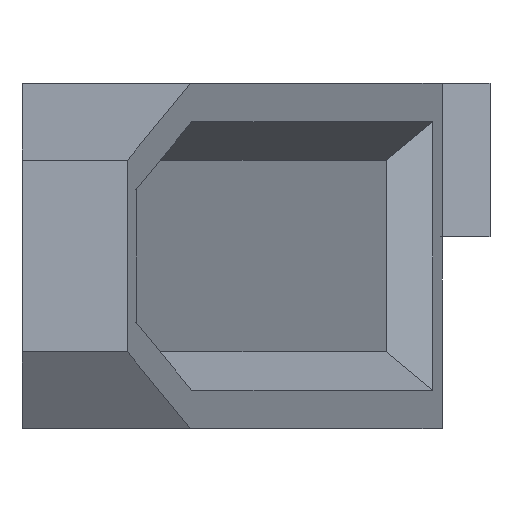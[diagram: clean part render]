
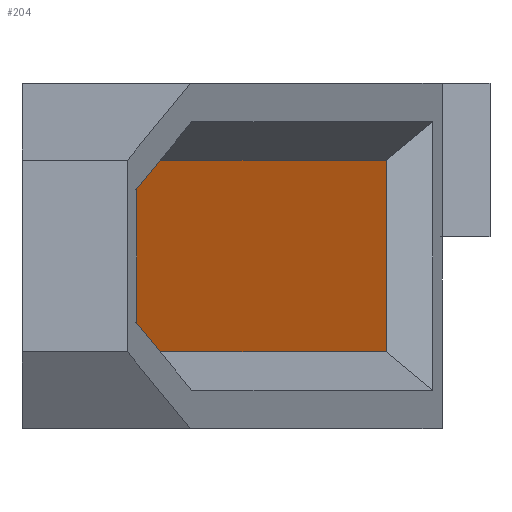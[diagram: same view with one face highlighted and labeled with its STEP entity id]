
A CAD part, left-side view. The second image highlights one B-rep face of the part: STEP entity #204.
In plain terms, the highlighted planar face has unit normal (-0.245, -0.97, 0).
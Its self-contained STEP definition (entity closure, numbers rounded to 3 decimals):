
#4 = ORIENTED_EDGE ( 'NONE', *, *, #25, .T. ) ;
#7 = VECTOR ( 'NONE', #964, 1000. ) ;
#15 = DIRECTION ( 'NONE',  ( 0., 0., 1. ) ) ;
#25 = EDGE_CURVE ( 'NONE', #290, #89, #85, .T. ) ;
#31 = AXIS2_PLACEMENT_3D ( 'NONE', #57, #613, #691 ) ;
#57 = CARTESIAN_POINT ( 'NONE',  ( -21.552, -85.419, 0. ) ) ;
#85 = LINE ( 'NONE', #698, #433 ) ;
#89 = VERTEX_POINT ( 'NONE', #1085 ) ;
#97 = ORIENTED_EDGE ( 'NONE', *, *, #234, .T. ) ;
#115 = LINE ( 'NONE', #192, #7 ) ;
#122 = CARTESIAN_POINT ( 'NONE',  ( -65.392, -74.357, -14. ) ) ;
#140 = LINE ( 'NONE', #1058, #492 ) ;
#149 = VECTOR ( 'NONE', #15, 1000. ) ;
#157 = CARTESIAN_POINT ( 'NONE',  ( -32.741, -82.596, -38.679 ) ) ;
#178 = VERTEX_POINT ( 'NONE', #734 ) ;
#182 = VERTEX_POINT ( 'NONE', #653 ) ;
#192 = CARTESIAN_POINT ( 'NONE',  ( -122.635, -59.915, 0. ) ) ;
#204 = ADVANCED_FACE ( 'NONE', ( #311 ), #989, .T. ) ;
#234 = EDGE_CURVE ( 'NONE', #182, #369, #916, .T. ) ;
#288 = CARTESIAN_POINT ( 'NONE',  ( -112.948, -62.359, -4. ) ) ;
#290 = VERTEX_POINT ( 'NONE', #288 ) ;
#311 = FACE_OUTER_BOUND ( 'NONE', #793, .T. ) ;
#369 = VERTEX_POINT ( 'NONE', #122 ) ;
#433 = VECTOR ( 'NONE', #705, 1000. ) ;
#455 = LINE ( 'NONE', #628, #149 ) ;
#492 = VECTOR ( 'NONE', #896, 1000. ) ;
#554 = EDGE_CURVE ( 'NONE', #369, #949, #455, .T. ) ;
#613 = DIRECTION ( 'NONE',  ( -0.245, -0.97, 0. ) ) ;
#616 = ORIENTED_EDGE ( 'NONE', *, *, #857, .T. ) ;
#625 = VECTOR ( 'NONE', #659, 1000. ) ;
#628 = CARTESIAN_POINT ( 'NONE',  ( -65.392, -74.357, 0. ) ) ;
#648 = ORIENTED_EDGE ( 'NONE', *, *, #789, .T. ) ;
#653 = CARTESIAN_POINT ( 'NONE',  ( -112.948, -62.359, -14. ) ) ;
#659 = DIRECTION ( 'NONE',  ( 0.97, -0.245, 0. ) ) ;
#668 = CARTESIAN_POINT ( 'NONE',  ( -21.552, -85.419, -14. ) ) ;
#675 = DIRECTION ( 'NONE',  ( 0.929, -0.234, -0.286 ) ) ;
#691 = DIRECTION ( 'NONE',  ( 0.97, -0.245, 0. ) ) ;
#696 = ORIENTED_EDGE ( 'NONE', *, *, #982, .T. ) ;
#698 = CARTESIAN_POINT ( 'NONE',  ( -27.959, -83.802, 22.15 ) ) ;
#705 = DIRECTION ( 'NONE',  ( -0.929, 0.234, -0.286 ) ) ;
#734 = CARTESIAN_POINT ( 'NONE',  ( -122.635, -59.915, -11.019 ) ) ;
#739 = ORIENTED_EDGE ( 'NONE', *, *, #554, .T. ) ;
#789 = EDGE_CURVE ( 'NONE', #949, #290, #140, .T. ) ;
#793 = EDGE_LOOP ( 'NONE', ( #739, #648, #4, #616, #696, #97 ) ) ;
#857 = EDGE_CURVE ( 'NONE', #89, #178, #115, .T. ) ;
#884 = VECTOR ( 'NONE', #675, 1000. ) ;
#896 = DIRECTION ( 'NONE',  ( -0.97, 0.245, 0. ) ) ;
#916 = LINE ( 'NONE', #668, #625 ) ;
#932 = CARTESIAN_POINT ( 'NONE',  ( -65.392, -74.357, -4. ) ) ;
#949 = VERTEX_POINT ( 'NONE', #932 ) ;
#964 = DIRECTION ( 'NONE',  ( 0., 0., -1. ) ) ;
#982 = EDGE_CURVE ( 'NONE', #178, #182, #1091, .T. ) ;
#989 = PLANE ( 'NONE',  #31 ) ;
#1058 = CARTESIAN_POINT ( 'NONE',  ( -21.552, -85.419, -4. ) ) ;
#1085 = CARTESIAN_POINT ( 'NONE',  ( -122.635, -59.915, -6.981 ) ) ;
#1091 = LINE ( 'NONE', #157, #884 ) ;
